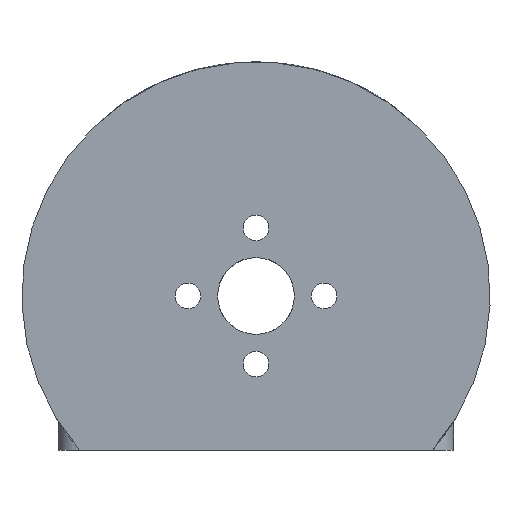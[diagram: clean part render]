
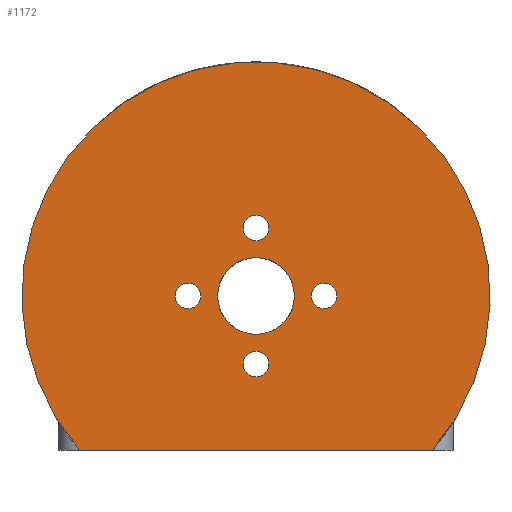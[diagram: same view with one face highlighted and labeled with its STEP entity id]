
A CAD part, front view. The second image highlights one B-rep face of the part: STEP entity #1172.
In plain terms, the highlighted planar face has unit normal (0, -1, 0).
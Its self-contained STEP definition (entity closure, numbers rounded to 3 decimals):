
#31=FACE_BOUND('',#213,.T.);
#32=FACE_BOUND('',#214,.T.);
#33=FACE_BOUND('',#215,.T.);
#34=FACE_BOUND('',#216,.T.);
#35=FACE_BOUND('',#217,.T.);
#75=PLANE('',#1305);
#136=FACE_OUTER_BOUND('',#212,.T.);
#212=EDGE_LOOP('',(#1034,#1035));
#213=EDGE_LOOP('',(#1036));
#214=EDGE_LOOP('',(#1037));
#215=EDGE_LOOP('',(#1038));
#216=EDGE_LOOP('',(#1039));
#217=EDGE_LOOP('',(#1040));
#231=CIRCLE('',#1195,4.5);
#258=CIRCLE('',#1234,27.5);
#282=CIRCLE('',#1294,1.5);
#283=CIRCLE('',#1296,1.5);
#284=CIRCLE('',#1298,1.5);
#285=CIRCLE('',#1300,1.5);
#316=LINE('',#1829,#390);
#390=VECTOR('',#1404,25.4);
#472=VERTEX_POINT('',#1673);
#513=VERTEX_POINT('',#1826);
#514=VERTEX_POINT('',#1828);
#574=VERTEX_POINT('',#2218);
#575=VERTEX_POINT('',#2222);
#576=VERTEX_POINT('',#2226);
#577=VERTEX_POINT('',#2230);
#588=EDGE_CURVE('',#472,#472,#231,.T.);
#638=EDGE_CURVE('',#514,#513,#316,.T.);
#654=EDGE_CURVE('',#513,#514,#258,.T.);
#729=EDGE_CURVE('',#574,#574,#282,.T.);
#731=EDGE_CURVE('',#575,#575,#283,.T.);
#733=EDGE_CURVE('',#576,#576,#284,.T.);
#735=EDGE_CURVE('',#577,#577,#285,.T.);
#1034=ORIENTED_EDGE('',*,*,#654,.T.);
#1035=ORIENTED_EDGE('',*,*,#638,.T.);
#1036=ORIENTED_EDGE('',*,*,#588,.T.);
#1037=ORIENTED_EDGE('',*,*,#735,.F.);
#1038=ORIENTED_EDGE('',*,*,#733,.F.);
#1039=ORIENTED_EDGE('',*,*,#731,.F.);
#1040=ORIENTED_EDGE('',*,*,#729,.F.);
#1172=ADVANCED_FACE('',(#136,#31,#32,#33,#34,#35),#75,.T.);
#1195=AXIS2_PLACEMENT_3D('',#1675,#1321,#1322);
#1234=AXIS2_PLACEMENT_3D('',#1882,#1429,#1430);
#1294=AXIS2_PLACEMENT_3D('',#2219,#1581,#1582);
#1296=AXIS2_PLACEMENT_3D('',#2223,#1586,#1587);
#1298=AXIS2_PLACEMENT_3D('',#2227,#1591,#1592);
#1300=AXIS2_PLACEMENT_3D('',#2231,#1596,#1597);
#1305=AXIS2_PLACEMENT_3D('',#2381,#1611,#1612);
#1321=DIRECTION('center_axis',(0.,1.,0.));
#1322=DIRECTION('ref_axis',(1.,0.,0.));
#1404=DIRECTION('',(1.,0.,0.));
#1429=DIRECTION('center_axis',(0.,-1.,0.));
#1430=DIRECTION('ref_axis',(-1.,0.,0.));
#1581=DIRECTION('center_axis',(0.,-1.,0.));
#1582=DIRECTION('ref_axis',(-1.,0.,0.));
#1586=DIRECTION('center_axis',(0.,-1.,0.));
#1587=DIRECTION('ref_axis',(-1.,0.,0.));
#1591=DIRECTION('center_axis',(0.,-1.,0.));
#1592=DIRECTION('ref_axis',(-1.,0.,0.));
#1596=DIRECTION('center_axis',(0.,-1.,0.));
#1597=DIRECTION('ref_axis',(-1.,0.,0.));
#1611=DIRECTION('center_axis',(0.,-1.,0.));
#1612=DIRECTION('ref_axis',(1.,0.,0.));
#1673=CARTESIAN_POINT('',(-4.986,-22.603,-19.492));
#1675=CARTESIAN_POINT('Origin',(-0.486,-22.603,-19.492));
#1826=CARTESIAN_POINT('',(20.209,-22.603,-37.601));
#1828=CARTESIAN_POINT('',(-21.182,-22.603,-37.601));
#1829=CARTESIAN_POINT('',(-0.486,-22.603,-37.601));
#1882=CARTESIAN_POINT('Origin',(-0.486,-22.603,-19.492));
#2218=CARTESIAN_POINT('',(1.014,-22.603,-11.492));
#2219=CARTESIAN_POINT('Origin',(-0.486,-22.603,-11.492));
#2222=CARTESIAN_POINT('',(-6.986,-22.603,-19.492));
#2223=CARTESIAN_POINT('Origin',(-8.486,-22.603,-19.492));
#2226=CARTESIAN_POINT('',(1.014,-22.603,-27.492));
#2227=CARTESIAN_POINT('Origin',(-0.486,-22.603,-27.492));
#2230=CARTESIAN_POINT('',(9.014,-22.603,-19.492));
#2231=CARTESIAN_POINT('Origin',(7.514,-22.603,-19.492));
#2381=CARTESIAN_POINT('Origin',(-0.486,-22.603,-19.492));
